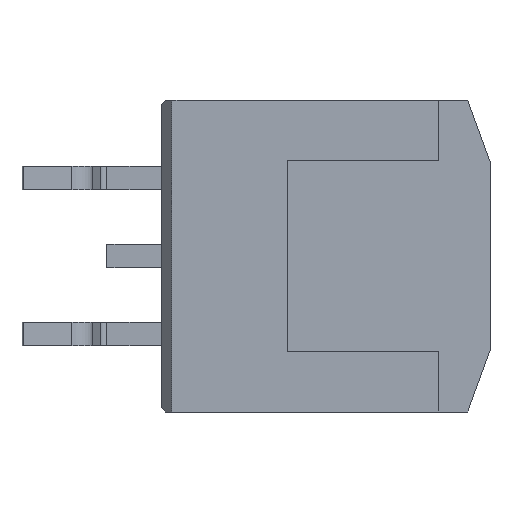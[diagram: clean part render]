
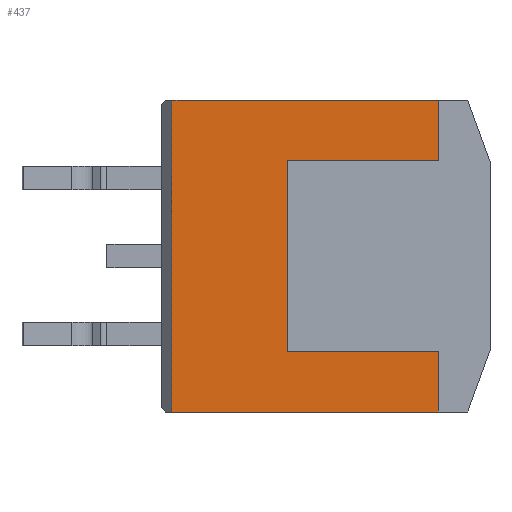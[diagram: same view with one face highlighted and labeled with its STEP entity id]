
A CAD part, front view. The second image highlights one B-rep face of the part: STEP entity #437.
In plain terms, the highlighted planar face has unit normal (0, -1, 0).
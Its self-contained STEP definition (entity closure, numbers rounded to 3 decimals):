
#24 = CARTESIAN_POINT ( 'NONE',  ( 5.08, 0., 2.736 ) ) ;
#29 = EDGE_CURVE ( 'NONE', #1582, #1230, #796, .T. ) ;
#54 = ORIENTED_EDGE ( 'NONE', *, *, #1334, .T. ) ;
#60 = ORIENTED_EDGE ( 'NONE', *, *, #29, .F. ) ;
#86 = VERTEX_POINT ( 'NONE', #1674 ) ;
#111 = EDGE_CURVE ( 'NONE', #768, #1230, #148, .T. ) ;
#116 = VECTOR ( 'NONE', #1289, 1000. ) ;
#121 = AXIS2_PLACEMENT_3D ( 'NONE', #246, #1851, #1054 ) ;
#144 = LINE ( 'NONE', #1161, #789 ) ;
#148 = LINE ( 'NONE', #669, #793 ) ;
#167 = DIRECTION ( 'NONE',  ( -1., 0., 0. ) ) ;
#241 = ORIENTED_EDGE ( 'NONE', *, *, #662, .F. ) ;
#246 = CARTESIAN_POINT ( 'NONE',  ( 5.08, 0., 2.736 ) ) ;
#258 = EDGE_CURVE ( 'NONE', #86, #1924, #932, .T. ) ;
#287 = VECTOR ( 'NONE', #1810, 1000. ) ;
#376 = CARTESIAN_POINT ( 'NONE',  ( -3.11, 0., -5.94 ) ) ;
#397 = VECTOR ( 'NONE', #675, 1000. ) ;
#437 = ADVANCED_FACE ( 'NONE', ( #1577 ), #872, .F. ) ;
#455 = VECTOR ( 'NONE', #482, 1000. ) ;
#482 = DIRECTION ( 'NONE',  ( -1., 0., 0. ) ) ;
#602 = CARTESIAN_POINT ( 'NONE',  ( -5.08, 0., -5.94 ) ) ;
#619 = EDGE_LOOP ( 'NONE', ( #60, #241, #1527, #691, #1366, #1500, #54, #1326 ) ) ;
#629 = VERTEX_POINT ( 'NONE', #1429 ) ;
#662 = EDGE_CURVE ( 'NONE', #1405, #1582, #1664, .T. ) ;
#669 = CARTESIAN_POINT ( 'NONE',  ( -5.08, 0., 2.736 ) ) ;
#675 = DIRECTION ( 'NONE',  ( 0., 0., -1. ) ) ;
#691 = ORIENTED_EDGE ( 'NONE', *, *, #258, .F. ) ;
#751 = CARTESIAN_POINT ( 'NONE',  ( -3.11, 0., -1.02 ) ) ;
#768 = VERTEX_POINT ( 'NONE', #931 ) ;
#789 = VECTOR ( 'NONE', #1431, 1000. ) ;
#793 = VECTOR ( 'NONE', #1771, 1000. ) ;
#796 = LINE ( 'NONE', #1468, #116 ) ;
#872 = PLANE ( 'NONE',  #121 ) ;
#931 = CARTESIAN_POINT ( 'NONE',  ( -5.08, 0., 2.736 ) ) ;
#932 = LINE ( 'NONE', #1228, #287 ) ;
#954 = VERTEX_POINT ( 'NONE', #24 ) ;
#971 = DIRECTION ( 'NONE',  ( -1., 0., 0. ) ) ;
#987 = CARTESIAN_POINT ( 'NONE',  ( -3.11, 0., -1.02 ) ) ;
#993 = VECTOR ( 'NONE', #167, 1000. ) ;
#1022 = LINE ( 'NONE', #751, #993 ) ;
#1054 = DIRECTION ( 'NONE',  ( 0., 0., -1. ) ) ;
#1060 = LINE ( 'NONE', #1337, #1713 ) ;
#1125 = EDGE_CURVE ( 'NONE', #954, #629, #144, .T. ) ;
#1161 = CARTESIAN_POINT ( 'NONE',  ( 5.08, 0., 2.736 ) ) ;
#1227 = EDGE_CURVE ( 'NONE', #629, #86, #1725, .T. ) ;
#1228 = CARTESIAN_POINT ( 'NONE',  ( 3.11, 0., -5.94 ) ) ;
#1230 = VERTEX_POINT ( 'NONE', #602 ) ;
#1277 = CARTESIAN_POINT ( 'NONE',  ( 3.11, 0., -1.02 ) ) ;
#1288 = CARTESIAN_POINT ( 'NONE',  ( 5.08, 0., -5.94 ) ) ;
#1289 = DIRECTION ( 'NONE',  ( -1., 0., 0. ) ) ;
#1326 = ORIENTED_EDGE ( 'NONE', *, *, #111, .T. ) ;
#1334 = EDGE_CURVE ( 'NONE', #954, #768, #1060, .T. ) ;
#1337 = CARTESIAN_POINT ( 'NONE',  ( 5.08, 0., 2.736 ) ) ;
#1366 = ORIENTED_EDGE ( 'NONE', *, *, #1227, .F. ) ;
#1405 = VERTEX_POINT ( 'NONE', #987 ) ;
#1429 = CARTESIAN_POINT ( 'NONE',  ( 5.08, 0., -5.94 ) ) ;
#1431 = DIRECTION ( 'NONE',  ( 0., 0., -1. ) ) ;
#1468 = CARTESIAN_POINT ( 'NONE',  ( 5.08, 0., -5.94 ) ) ;
#1500 = ORIENTED_EDGE ( 'NONE', *, *, #1125, .F. ) ;
#1527 = ORIENTED_EDGE ( 'NONE', *, *, #1718, .F. ) ;
#1577 = FACE_OUTER_BOUND ( 'NONE', #619, .T. ) ;
#1582 = VERTEX_POINT ( 'NONE', #1855 ) ;
#1664 = LINE ( 'NONE', #376, #397 ) ;
#1674 = CARTESIAN_POINT ( 'NONE',  ( 3.11, 0., -5.94 ) ) ;
#1713 = VECTOR ( 'NONE', #971, 1000. ) ;
#1718 = EDGE_CURVE ( 'NONE', #1924, #1405, #1022, .T. ) ;
#1725 = LINE ( 'NONE', #1288, #455 ) ;
#1771 = DIRECTION ( 'NONE',  ( 0., 0., -1. ) ) ;
#1810 = DIRECTION ( 'NONE',  ( 0., 0., 1. ) ) ;
#1851 = DIRECTION ( 'NONE',  ( 0., 1., 0. ) ) ;
#1855 = CARTESIAN_POINT ( 'NONE',  ( -3.11, 0., -5.94 ) ) ;
#1924 = VERTEX_POINT ( 'NONE', #1277 ) ;
